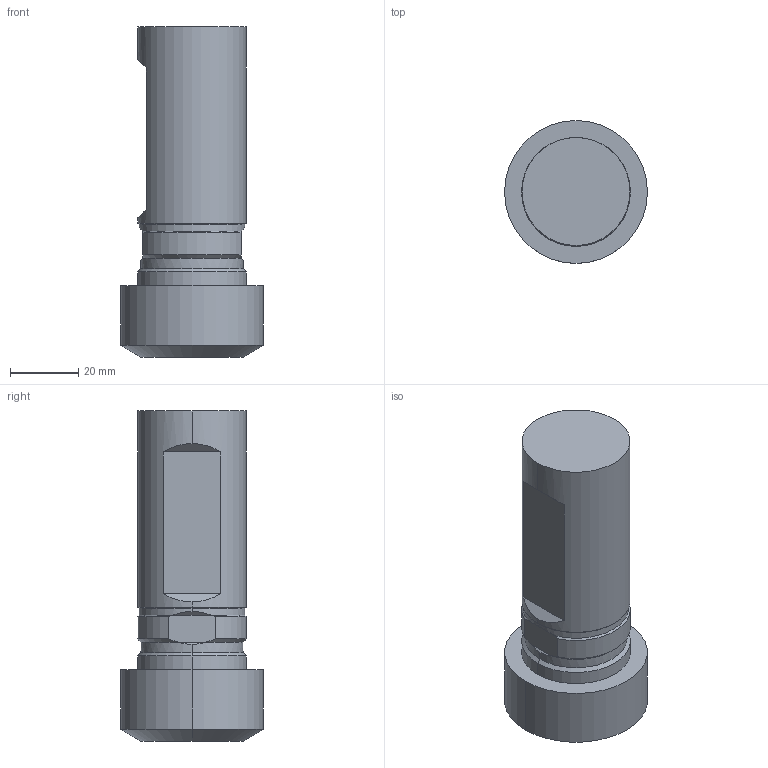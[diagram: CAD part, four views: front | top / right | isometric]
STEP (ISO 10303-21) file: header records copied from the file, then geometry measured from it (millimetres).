
FILE_DESCRIPTION (( 'STEP AP203' ), '1' );
FILE_NAME ('STP-04782.STEP', '2020-06-10T09:20:04', ( '' ), ( '' ), 'SwSTEP 2.0', 'SolidWorks 2017', '' );
FILE_SCHEMA (( 'CONFIG_CONTROL_DESIGN' ));
Length unit declared in the file: millimetre
Products named in the file (1): STP-04782
Bounding box: 42 x 42 x 97 mm (x, y, z)
Volume: 79457.8 mm3; surface area: 14534.7 mm2
Topology: 1 solids, 1 shells, 37 faces, 81 edges, 48 vertices
Faces by surface type: cylinder 14, plane 13, cone 10
Entity records: 1090 total; most frequent: CARTESIAN_POINT 231, DIRECTION 167, ORIENTED_EDGE 162, EDGE_CURVE 81, AXIS2_PLACEMENT_3D 68, VERTEX_POINT 48, EDGE_LOOP 39, FACE_OUTER_BOUND 37
